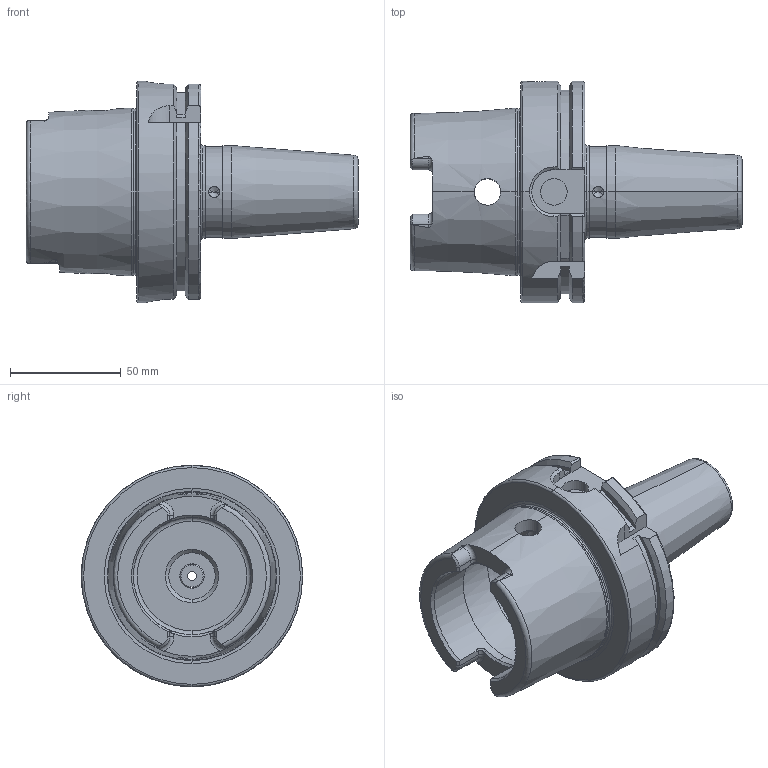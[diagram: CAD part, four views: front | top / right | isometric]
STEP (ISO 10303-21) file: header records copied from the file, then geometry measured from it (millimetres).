
FILE_DESCRIPTION (( 'STEP AP203' ), '1' );
FILE_NAME ('91100A-SR18100.STEP', '2023-04-19T03:58:36', ( '' ), ( '' ), 'SwSTEP 2.0', 'SolidWorks 2018', '' );
FILE_SCHEMA (( 'CONFIG_CONTROL_DESIGN' ));
Length unit declared in the file: millimetre
Products named in the file (4): HSKA100SFC18100WW; SCWM12X1X20-FLAT; 91100A-SR18100
Assembly tree (3 placements, depth 3):
  91100A-SR18100
    HSKA100SFC18100WW
      HSKA100SFC18100WW
      SCWM12X1X20-FLAT
Bounding box: 150 x 100 x 100 mm (x, y, z)
Volume: 321832.4 mm3; surface area: 62997.1 mm2
Topology: 2 solids, 2 shells, 216 faces, 529 edges, 317 vertices
Faces by surface type: cylinder 69, plane 59, cone 47, torus 31, bspline 10
Entity records: 8203 total; most frequent: CARTESIAN_POINT 2885, ORIENTED_EDGE 1038, DIRECTION 1023, EDGE_CURVE 519, AXIS2_PLACEMENT_3D 419, VERTEX_POINT 317, EDGE_LOOP 234, ADVANCED_FACE 216
